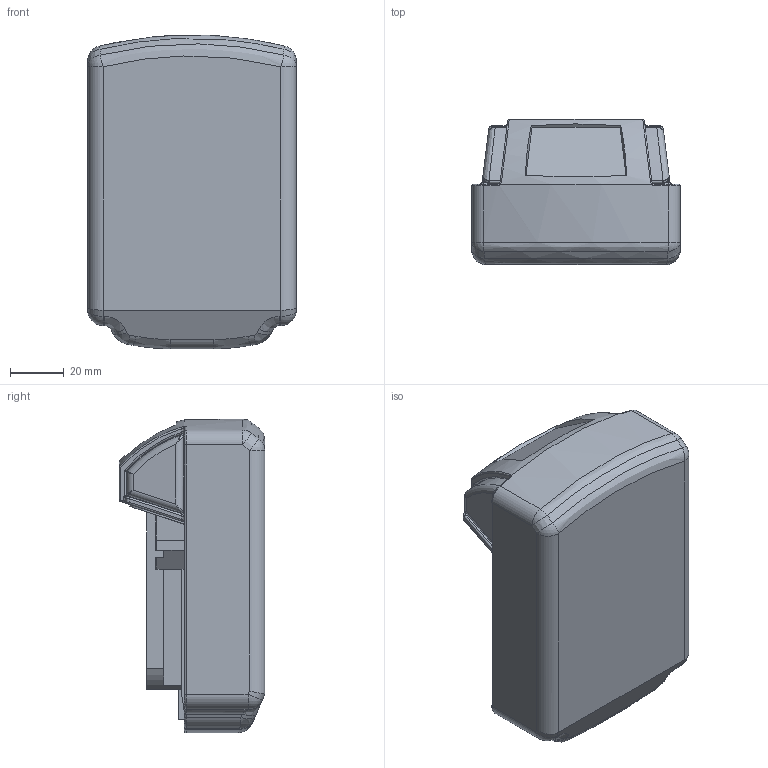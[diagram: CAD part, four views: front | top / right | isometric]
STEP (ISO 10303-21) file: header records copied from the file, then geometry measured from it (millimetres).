
FILE_DESCRIPTION(/* description */ (''),/* implementation_level */ '2;1');
FILE_NAME(/* name */ 'Milwaukee M18 Red Lithium Battery.step',/* time_stamp */ '2020-08-24T07:34:54-05:00',/* author */ (''),/* organization */ (''),/* preprocessor_version */ 'ST-DEVELOPER v18.1',/* originating_system */ 'Autodesk Translation Framework v9.3.0.1241',/* authorisation */ '');
FILE_SCHEMA (('AUTOMOTIVE_DESIGN { 1 0 10303 214 3 1 1 }'));
Length unit declared in the file: inch
Products named in the file (1): Slide battery
Bounding box: 77.7 x 54.19 x 116.71 mm (x, y, z)
Volume: 329817.4 mm3; surface area: 43322.1 mm2
Topology: 2 solids, 2 shells, 284 faces, 711 edges, 420 vertices
Faces by surface type: plane 123, cylinder 75, bspline 64, torus 12, sphere 10
Entity records: 11372 total; most frequent: CARTESIAN_POINT 4850, ORIENTED_EDGE 1394, DIRECTION 1279, EDGE_CURVE 697, AXIS2_PLACEMENT_3D 437, VERTEX_POINT 420, LINE 405, VECTOR 405
